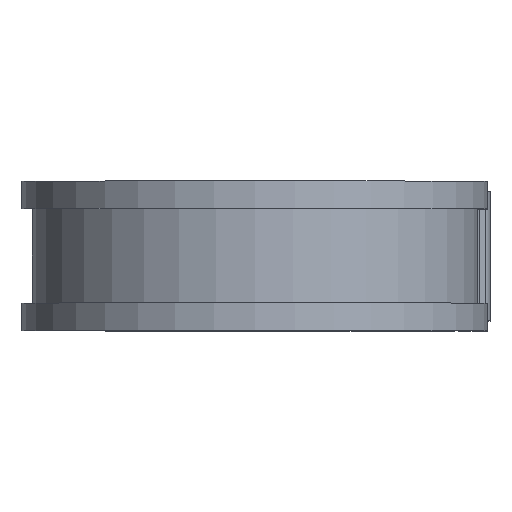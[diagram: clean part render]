
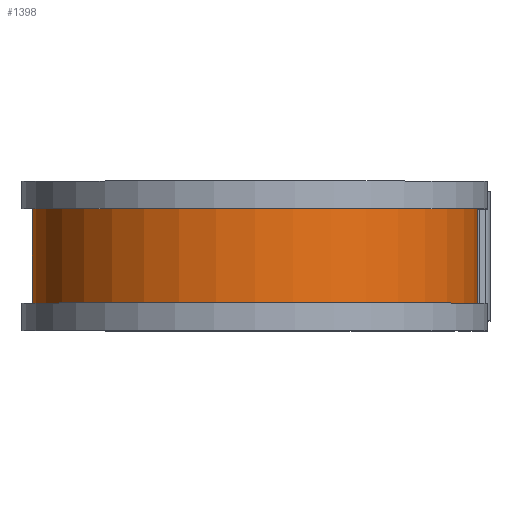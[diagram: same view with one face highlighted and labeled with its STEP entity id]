
A CAD part, top view. The second image highlights one B-rep face of the part: STEP entity #1398.
In plain terms, the highlighted cylindrical face has radius 32.906 mm (diameter 65.811 mm), a partial arc.
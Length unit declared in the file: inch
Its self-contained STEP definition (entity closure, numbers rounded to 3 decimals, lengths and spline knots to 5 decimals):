
#22 = VERTEX_POINT ( 'NONE', #78 ) ;
#78 = CARTESIAN_POINT ( 'NONE',  ( 0., 0.275, -1.2955 ) ) ;
#91 = VERTEX_POINT ( 'NONE', #852 ) ;
#160 = CARTESIAN_POINT ( 'NONE',  ( 0., -0.275, 0. ) ) ;
#169 = VERTEX_POINT ( 'NONE', #680 ) ;
#240 = ORIENTED_EDGE ( 'NONE', *, *, #673, .F. ) ;
#247 = CYLINDRICAL_SURFACE ( 'NONE', #1026, 1.2955 ) ;
#292 = ORIENTED_EDGE ( 'NONE', *, *, #1397, .T. ) ;
#343 = DIRECTION ( 'NONE',  ( 0., 0., -1. ) ) ;
#484 = DIRECTION ( 'NONE',  ( 0., 0., -1. ) ) ;
#579 = AXIS2_PLACEMENT_3D ( 'NONE', #160, #1080, #343 ) ;
#618 = CARTESIAN_POINT ( 'NONE',  ( 0., 0.375, 0. ) ) ;
#673 = EDGE_CURVE ( 'NONE', #91, #895, #1526, .T. ) ;
#676 = VECTOR ( 'NONE', #1757, 39.37008 ) ;
#680 = CARTESIAN_POINT ( 'NONE',  ( 0., -0.275, -1.2955 ) ) ;
#682 = DIRECTION ( 'NONE',  ( 0., -1., 0. ) ) ;
#830 = CARTESIAN_POINT ( 'NONE',  ( 0., 0.375, -1.2955 ) ) ;
#852 = CARTESIAN_POINT ( 'NONE',  ( 1.2955, 0.275, 0. ) ) ;
#895 = VERTEX_POINT ( 'NONE', #1242 ) ;
#920 = FACE_OUTER_BOUND ( 'NONE', #1061, .T. ) ;
#967 = LINE ( 'NONE', #830, #676 ) ;
#1026 = AXIS2_PLACEMENT_3D ( 'NONE', #618, #1620, #484 ) ;
#1028 = CIRCLE ( 'NONE', #579, 1.2955 ) ;
#1055 = EDGE_CURVE ( 'NONE', #91, #22, #1280, .T. ) ;
#1061 = EDGE_LOOP ( 'NONE', ( #240, #1600, #292, #1333 ) ) ;
#1080 = DIRECTION ( 'NONE',  ( 0., -1., 0. ) ) ;
#1118 = DIRECTION ( 'NONE',  ( 0., -1., 0. ) ) ;
#1127 = CARTESIAN_POINT ( 'NONE',  ( 1.2955, 0.375, 0. ) ) ;
#1242 = CARTESIAN_POINT ( 'NONE',  ( 1.2955, -0.275, 0. ) ) ;
#1280 = CIRCLE ( 'NONE', #1629, 1.2955 ) ;
#1333 = ORIENTED_EDGE ( 'NONE', *, *, #1693, .F. ) ;
#1397 = EDGE_CURVE ( 'NONE', #22, #169, #967, .T. ) ;
#1398 = ADVANCED_FACE ( 'NONE', ( #920 ), #247, .T. ) ;
#1417 = CARTESIAN_POINT ( 'NONE',  ( 0., 0.275, 0. ) ) ;
#1526 = LINE ( 'NONE', #1127, #1640 ) ;
#1551 = DIRECTION ( 'NONE',  ( 0., 0., -1. ) ) ;
#1600 = ORIENTED_EDGE ( 'NONE', *, *, #1055, .T. ) ;
#1620 = DIRECTION ( 'NONE',  ( 0., -1., 0. ) ) ;
#1629 = AXIS2_PLACEMENT_3D ( 'NONE', #1417, #682, #1551 ) ;
#1640 = VECTOR ( 'NONE', #1118, 39.37008 ) ;
#1693 = EDGE_CURVE ( 'NONE', #895, #169, #1028, .T. ) ;
#1757 = DIRECTION ( 'NONE',  ( 0., -1., 0. ) ) ;
